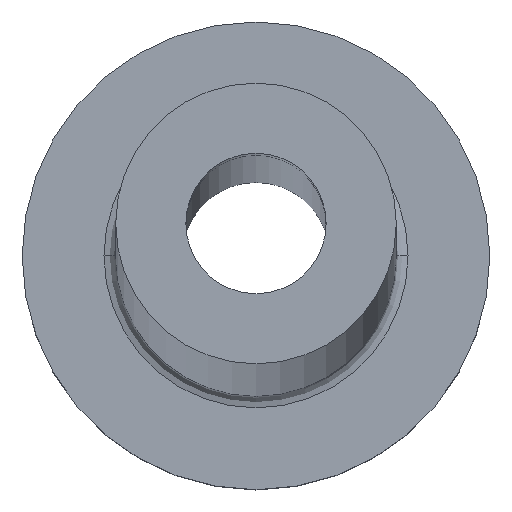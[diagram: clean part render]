
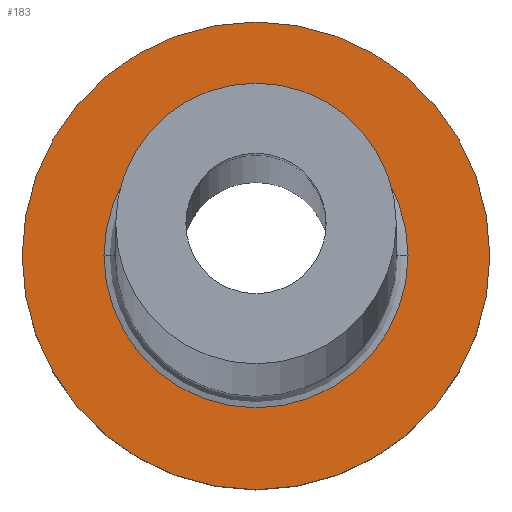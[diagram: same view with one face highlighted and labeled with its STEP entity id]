
A CAD part, top view. The second image highlights one B-rep face of the part: STEP entity #183.
In plain terms, the highlighted planar face has unit normal (0, 0, 1).
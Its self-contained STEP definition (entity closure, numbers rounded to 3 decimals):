
#9 = EDGE_LOOP ( 'NONE', ( #97, #353 ) ) ;
#14 = DIRECTION ( 'NONE',  ( 1., 0., 0. ) ) ;
#34 = AXIS2_PLACEMENT_3D ( 'NONE', #226, #355, #82 ) ;
#52 = PLANE ( 'NONE',  #254 ) ;
#58 = CARTESIAN_POINT ( 'NONE',  ( -6.5, 0., 7. ) ) ;
#75 = CARTESIAN_POINT ( 'NONE',  ( 10., 0., 7. ) ) ;
#82 = DIRECTION ( 'NONE',  ( 1., 0., 0. ) ) ;
#84 = CIRCLE ( 'NONE', #34, 6.5 ) ;
#97 = ORIENTED_EDGE ( 'NONE', *, *, #174, .T. ) ;
#124 = VERTEX_POINT ( 'NONE', #75 ) ;
#134 = DIRECTION ( 'NONE',  ( 0., 0., -1. ) ) ;
#145 = VERTEX_POINT ( 'NONE', #152 ) ;
#148 = CARTESIAN_POINT ( 'NONE',  ( 0., 0., 7. ) ) ;
#152 = CARTESIAN_POINT ( 'NONE',  ( 6.5, 0., 7. ) ) ;
#167 = ORIENTED_EDGE ( 'NONE', *, *, #412, .T. ) ;
#174 = EDGE_CURVE ( 'NONE', #461, #124, #415, .T. ) ;
#183 = ADVANCED_FACE ( 'NONE', ( #356, #232 ), #52, .T. ) ;
#208 = CARTESIAN_POINT ( 'NONE',  ( -10., 0., 7. ) ) ;
#220 = EDGE_CURVE ( 'NONE', #267, #145, #84, .T. ) ;
#226 = CARTESIAN_POINT ( 'NONE',  ( 0., 0., 7. ) ) ;
#230 = AXIS2_PLACEMENT_3D ( 'NONE', #237, #453, #269 ) ;
#232 = FACE_OUTER_BOUND ( 'NONE', #9, .T. ) ;
#237 = CARTESIAN_POINT ( 'NONE',  ( 0., 0., 7. ) ) ;
#251 = AXIS2_PLACEMENT_3D ( 'NONE', #276, #134, #335 ) ;
#254 = AXIS2_PLACEMENT_3D ( 'NONE', #148, #395, #260 ) ;
#259 = DIRECTION ( 'NONE',  ( 0., 0., 1. ) ) ;
#260 = DIRECTION ( 'NONE',  ( 1., 0., 0. ) ) ;
#267 = VERTEX_POINT ( 'NONE', #58 ) ;
#269 = DIRECTION ( 'NONE',  ( 1., 0., 0. ) ) ;
#273 = EDGE_LOOP ( 'NONE', ( #167, #389 ) ) ;
#276 = CARTESIAN_POINT ( 'NONE',  ( 0., 0., 7. ) ) ;
#285 = CIRCLE ( 'NONE', #230, 10. ) ;
#298 = AXIS2_PLACEMENT_3D ( 'NONE', #443, #259, #14 ) ;
#335 = DIRECTION ( 'NONE',  ( 1., 0., 0. ) ) ;
#353 = ORIENTED_EDGE ( 'NONE', *, *, #393, .T. ) ;
#355 = DIRECTION ( 'NONE',  ( 0., 0., -1. ) ) ;
#356 = FACE_BOUND ( 'NONE', #273, .T. ) ;
#389 = ORIENTED_EDGE ( 'NONE', *, *, #220, .T. ) ;
#393 = EDGE_CURVE ( 'NONE', #124, #461, #285, .T. ) ;
#395 = DIRECTION ( 'NONE',  ( 0., 0., 1. ) ) ;
#401 = CIRCLE ( 'NONE', #251, 6.5 ) ;
#412 = EDGE_CURVE ( 'NONE', #145, #267, #401, .T. ) ;
#415 = CIRCLE ( 'NONE', #298, 10. ) ;
#443 = CARTESIAN_POINT ( 'NONE',  ( 0., 0., 7. ) ) ;
#453 = DIRECTION ( 'NONE',  ( 0., 0., 1. ) ) ;
#461 = VERTEX_POINT ( 'NONE', #208 ) ;
